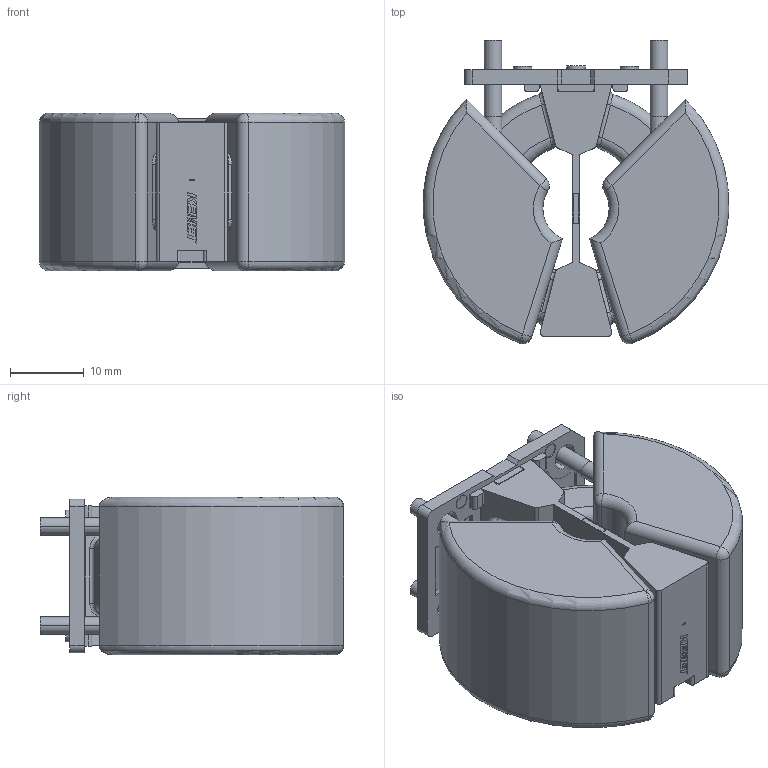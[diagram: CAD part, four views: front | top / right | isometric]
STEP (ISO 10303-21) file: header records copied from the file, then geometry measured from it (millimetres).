
FILE_DESCRIPTION (( 'STEP AP214' ), '1' );
FILE_NAME ('簡易版_SC29XV-300-2R4A005JV.STEP', '2023-03-30T10:13:00', ( '' ), ( '' ), 'SwSTEP 2.0', 'SolidWorks 2022', '' );
FILE_SCHEMA (( 'AUTOMOTIVE_DESIGN' ));
Length unit declared in the file: millimetre
Products named in the file (1): 簡易版_SC29XV-300-2R4A005JV
Bounding box: 41.46 x 41.2 x 21.4 mm (x, y, z)
Volume: 21805.2 mm3; surface area: 10403.4 mm2
Topology: 4 solids, 16 shells, 582 faces, 1497 edges, 953 vertices
Faces by surface type: plane 282, cylinder 197, bspline 45, torus 40, sphere 10, cone 8
Entity records: 25522 total; most frequent: CARTESIAN_POINT 5186, ORIENTED_EDGE 2986, DIRECTION 2810, EDGE_CURVE 1493, AXIS2_PLACEMENT_3D 1001, VERTEX_POINT 953, LINE 808, VECTOR 808
